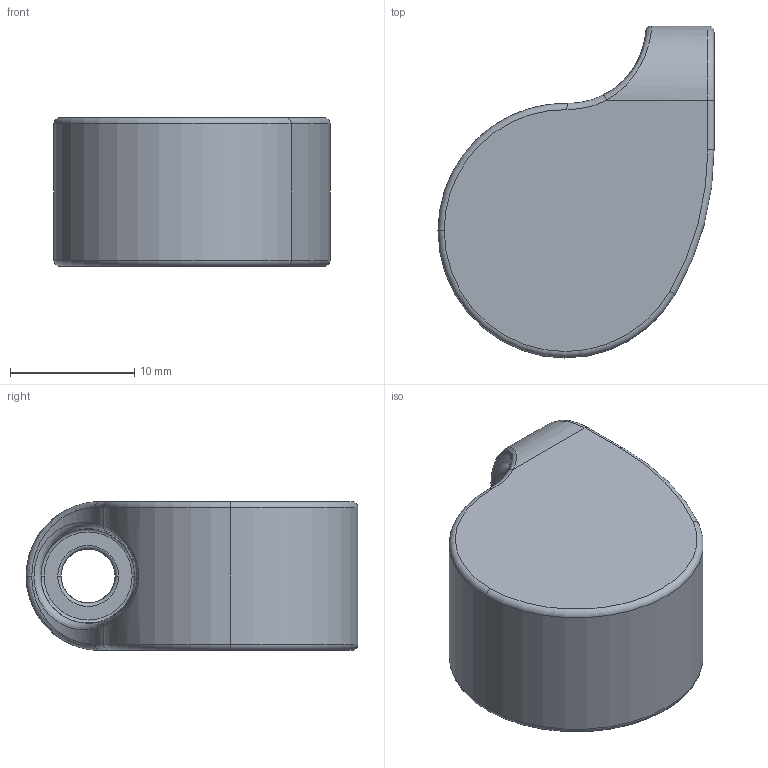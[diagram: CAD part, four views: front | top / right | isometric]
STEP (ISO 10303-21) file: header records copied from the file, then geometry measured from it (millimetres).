
FILE_DESCRIPTION (( 'STEP AP203' ), '1' );
FILE_NAME ('C3102400xx.STEP', '2015-07-28T17:58:11', ( '' ), ( '' ), 'SwSTEP 2.0', 'SolidWorks 2011', '' );
FILE_SCHEMA (( 'CONFIG_CONTROL_DESIGN' ));
Length unit declared in the file: millimetre
Products named in the file (1): C3102400xx
Bounding box: 22.25 x 26.75 x 12 mm (x, y, z)
Volume: 2438.6 mm3; surface area: 2357.1 mm2
Topology: 1 solids, 1 shells, 75 faces, 177 edges, 108 vertices
Faces by surface type: plane 21, torus 18, bspline 16, cylinder 12, cone 8
Entity records: 3322 total; most frequent: CARTESIAN_POINT 1591, ORIENTED_EDGE 354, DIRECTION 335, EDGE_CURVE 177, AXIS2_PLACEMENT_3D 136, VERTEX_POINT 108, EDGE_LOOP 81, CIRCLE 76
